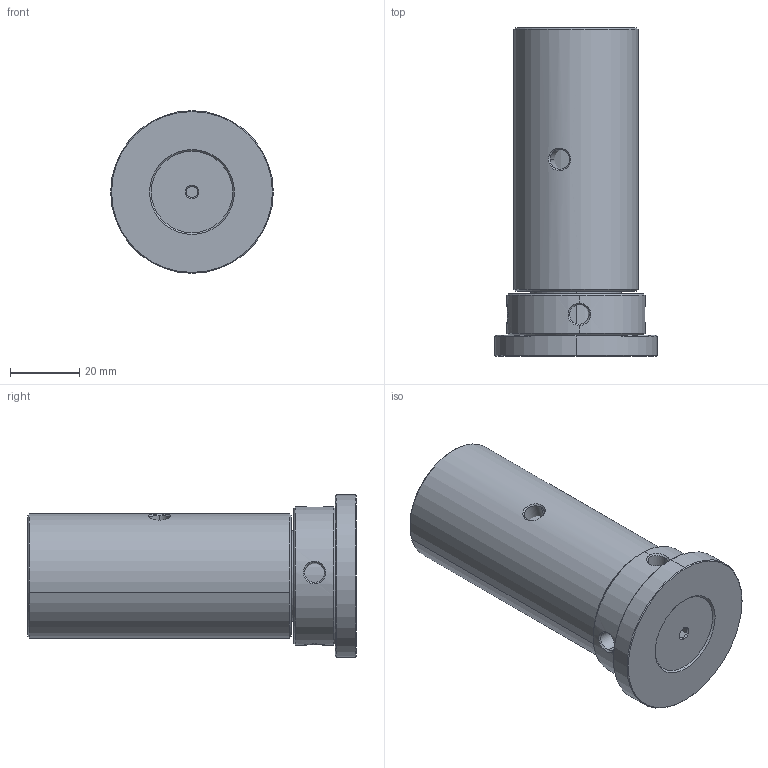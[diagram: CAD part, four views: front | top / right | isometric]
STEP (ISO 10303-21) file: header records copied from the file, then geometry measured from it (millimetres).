
FILE_DESCRIPTION (( 'STEP AP203' ), '1' );
FILE_NAME ('7.6.4.1_ZGA-K1.5-108.STEP', '2024-05-31T07:18:01', ( '' ), ( '' ), 'SwSTEP 2.0', 'SolidWorks 2021', '' );
FILE_SCHEMA (( 'CONFIG_CONTROL_DESIGN' ));
Length unit declared in the file: millimetre
Products named in the file (5): 1.5英寸高度可调支杆套筒，带SM1内螺纹，Rev.A_7.6.4.1.1_1.5英寸高度可调支杆套筒，带SM1内螺纹; 1.4.6.3_ZGD-1.5B，1.5英寸支杆底座，带M6x6mm螺丝，A; 7.6.4.1.3，1.5英寸高度可调支杆滚花旋钮，带SM1内螺纹，Rev.A; 1.5英寸高度可调支杆立柱，带SM1外螺纹，Rev.A_7.6.4.1.2_1.5英寸高度可调支杆立柱，带SM1外螺纹; 7.6.4.1_ZGA-K1.5-108
Assembly tree (4 placements, depth 2):
  7.6.4.1_ZGA-K1.5-108
    1.4.6.3_ZGD-1.5B，1.5英寸支杆底座，带M6x6mm螺丝，A
    1.5英寸高度可调支杆立柱，带SM1外螺纹，Rev.A_7.6.4.1.2_1.5英寸高度可调支杆立柱，带SM1外螺纹
    7.6.4.1.3，1.5英寸高度可调支杆滚花旋钮，带SM1内螺纹，Rev.A
    1.5英寸高度可调支杆套筒，带SM1内螺纹，Rev.A_7.6.4.1.1_1.5英寸高度可调支杆套筒，带SM1内螺纹
Bounding box: 47 x 95.04 x 47 mm (x, y, z)
Volume: 104118.4 mm3; surface area: 32194.8 mm2
Topology: 4 solids, 4 shells, 117 faces, 269 edges, 162 vertices
Faces by surface type: cone 46, cylinder 36, plane 23, bspline 12
Entity records: 12112 total; most frequent: CARTESIAN_POINT 9051, ORIENTED_EDGE 526, DIRECTION 514, EDGE_CURVE 263, AXIS2_PLACEMENT_3D 208, VERTEX_POINT 162, EDGE_LOOP 139, ADVANCED_FACE 117
